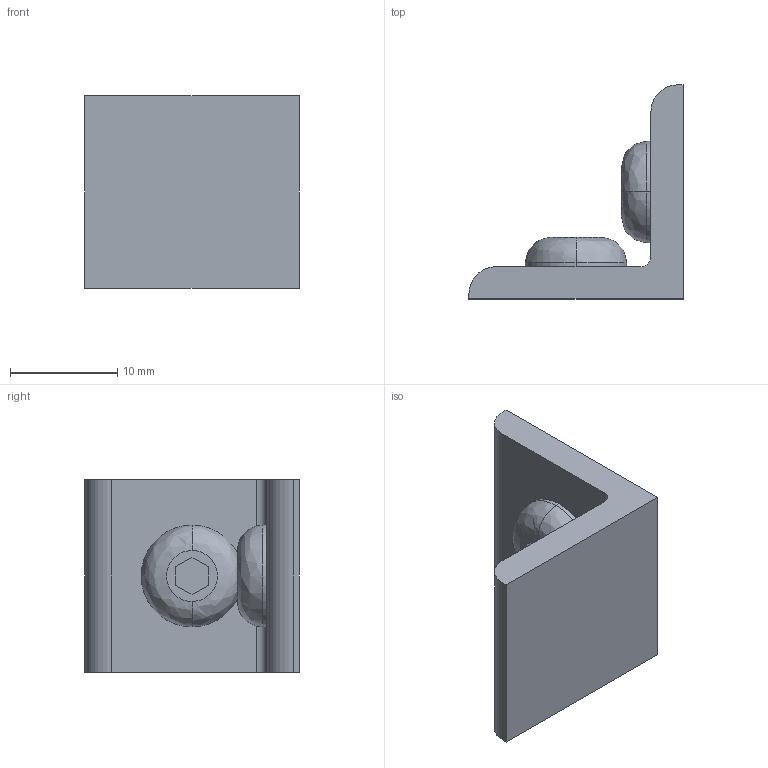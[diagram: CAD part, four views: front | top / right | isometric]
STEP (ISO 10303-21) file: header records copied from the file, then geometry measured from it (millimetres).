
FILE_DESCRIPTION (( 'STEP AP214' ), '1' );
FILE_NAME ('-72650101', '2019-02-04T10:22:01', ( '' ), ('JUGARD+KÜNSTNER GmbH'), 'SwSTEP 2.0', 'SolidWorks 2017', '' );
FILE_SCHEMA (( 'AUTOMOTIVE_DESIGN' ));
Length unit declared in the file: millimetre
Products named in the file (1): -72650101_CNAJF00
Bounding box: 20 x 20 x 18 mm (x, y, z)
Volume: 2256.1 mm3; surface area: 1740.3 mm2
Topology: 1 solids, 1 shells, 35 faces, 83 edges, 54 vertices
Faces by surface type: plane 24, cylinder 7, bspline 4
Entity records: 1248 total; most frequent: CARTESIAN_POINT 269, ORIENTED_EDGE 166, DIRECTION 161, EDGE_CURVE 83, LINE 61, VECTOR 61, VERTEX_POINT 54, AXIS2_PLACEMENT_3D 50
